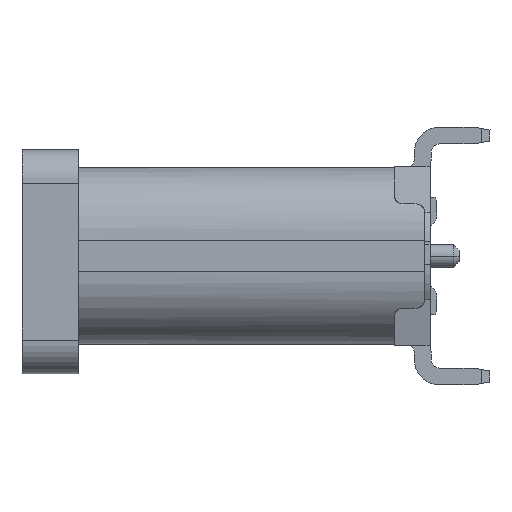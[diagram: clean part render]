
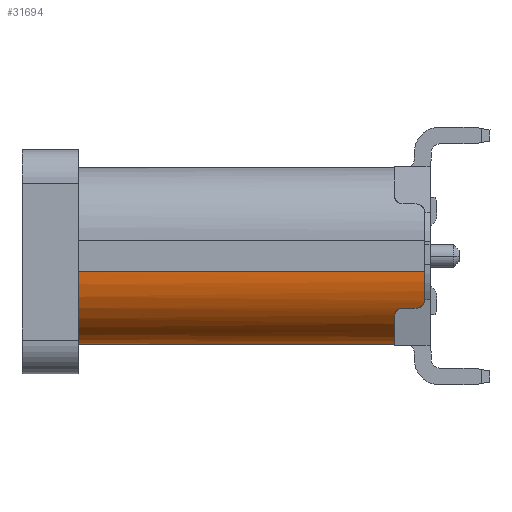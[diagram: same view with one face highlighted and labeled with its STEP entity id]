
A CAD part, left-side view. The second image highlights one B-rep face of the part: STEP entity #31694.
In plain terms, the highlighted cylindrical face has radius 1.3 mm (diameter 2.6 mm), a partial arc.
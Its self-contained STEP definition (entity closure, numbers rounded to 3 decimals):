
#431 = DIRECTION ( 'NONE',  ( 0., 1., 0. ) ) ;
#864 = CARTESIAN_POINT ( 'NONE',  ( -4.354, 0.221, -0.816 ) ) ;
#1335 = VECTOR ( 'NONE', #20201, 1000. ) ;
#1665 = CARTESIAN_POINT ( 'NONE',  ( -4.274, 0.707, -0.967 ) ) ;
#1972 = ORIENTED_EDGE ( 'NONE', *, *, #15624, .T. ) ;
#2093 = EDGE_CURVE ( 'NONE', #10939, #30671, #7098, .T. ) ;
#2146 = AXIS2_PLACEMENT_3D ( 'NONE', #26972, #11895, #21765 ) ;
#2655 = DIRECTION ( 'NONE',  ( 0., 1., 0. ) ) ;
#2820 = VECTOR ( 'NONE', #21454, 1000. ) ;
#2984 = CIRCLE ( 'NONE', #11317, 1.3 ) ;
#3066 = VERTEX_POINT ( 'NONE', #19435 ) ;
#3167 = CARTESIAN_POINT ( 'NONE',  ( -3.17, 3.075, -1.58 ) ) ;
#3628 = CARTESIAN_POINT ( 'NONE',  ( -4.363, 0.22, -0.796 ) ) ;
#3786 = CARTESIAN_POINT ( 'NONE',  ( -4.35, 0.223, -0.826 ) ) ;
#3884 = EDGE_CURVE ( 'NONE', #8967, #3066, #23928, .T. ) ;
#4106 = CARTESIAN_POINT ( 'NONE',  ( -4.259, 0.727, -0.989 ) ) ;
#4902 = CARTESIAN_POINT ( 'NONE',  ( -3.17, 0.75, -1.58 ) ) ;
#5050 = CARTESIAN_POINT ( 'NONE',  ( -4.284, 0.68, -0.95 ) ) ;
#5227 = VERTEX_POINT ( 'NONE', #16086 ) ;
#5631 = FACE_OUTER_BOUND ( 'NONE', #18930, .T. ) ;
#6054 = EDGE_CURVE ( 'NONE', #5227, #23506, #15018, .T. ) ;
#7098 = B_SPLINE_CURVE_WITH_KNOTS ( 'NONE', 3,
 ( #19850, #29780, #7549, #22453, #17423, #27340, #10790, #26032, #11445, #31077, #25870, #13376, #3786, #864, #10956, #3628 ),
 .UNSPECIFIED., .F., .F.,
 ( 4, 3, 3, 3, 3, 4 ),
 ( 0., 0., 0., 0., 0., 0. ),
 .UNSPECIFIED. ) ;
#7507 = CARTESIAN_POINT ( 'NONE',  ( -4.296, 0.6, -0.93 ) ) ;
#7549 = CARTESIAN_POINT ( 'NONE',  ( -4.297, 0.336, -0.927 ) ) ;
#7836 = ORIENTED_EDGE ( 'NONE', *, *, #8389, .T. ) ;
#8194 = LINE ( 'NONE', #27341, #21914 ) ;
#8389 = EDGE_CURVE ( 'NONE', #10176, #3066, #8194, .T. ) ;
#8402 = DIRECTION ( 'NONE',  ( 1., 0., 0. ) ) ;
#8967 = VERTEX_POINT ( 'NONE', #23804 ) ;
#9163 = DIRECTION ( 'NONE',  ( 1., 0., 0. ) ) ;
#9629 = CARTESIAN_POINT ( 'NONE',  ( -4.296, 0.611, -0.93 ) ) ;
#9847 = ORIENTED_EDGE ( 'NONE', *, *, #11062, .F. ) ;
#9973 = CIRCLE ( 'NONE', #30160, 1.3 ) ;
#10176 = VERTEX_POINT ( 'NONE', #22635 ) ;
#10195 = CARTESIAN_POINT ( 'NONE',  ( -3.17, -10.532, -0.28 ) ) ;
#10790 = CARTESIAN_POINT ( 'NONE',  ( -4.312, 0.276, -0.901 ) ) ;
#10798 = EDGE_CURVE ( 'NONE', #23506, #10939, #11584, .T. ) ;
#10939 = VERTEX_POINT ( 'NONE', #24179 ) ;
#10956 = CARTESIAN_POINT ( 'NONE',  ( -4.359, 0.22, -0.806 ) ) ;
#11062 = EDGE_CURVE ( 'NONE', #25512, #8967, #25078, .T. ) ;
#11317 = AXIS2_PLACEMENT_3D ( 'NONE', #21011, #23289, #28015 ) ;
#11434 = CARTESIAN_POINT ( 'NONE',  ( -4.213, 0.75, -1.056 ) ) ;
#11445 = CARTESIAN_POINT ( 'NONE',  ( -4.323, 0.251, -0.881 ) ) ;
#11584 = LINE ( 'NONE', #26669, #2820 ) ;
#11895 = DIRECTION ( 'NONE',  ( 0., 1., 0. ) ) ;
#12221 = CARTESIAN_POINT ( 'NONE',  ( -4.28, 0.694, -0.958 ) ) ;
#13376 = CARTESIAN_POINT ( 'NONE',  ( -4.343, 0.227, -0.841 ) ) ;
#13703 = CARTESIAN_POINT ( 'NONE',  ( -3.17, 0.22, -0.28 ) ) ;
#14023 = CARTESIAN_POINT ( 'NONE',  ( -4.266, 0.717, -0.978 ) ) ;
#14646 = CARTESIAN_POINT ( 'NONE',  ( -4.295, 0.622, -0.931 ) ) ;
#14982 = ORIENTED_EDGE ( 'NONE', *, *, #3884, .F. ) ;
#15018 = B_SPLINE_CURVE_WITH_KNOTS ( 'NONE', 3,
 ( #11434, #31223, #21296, #18860, #26352, #4106, #14023, #1665, #12221, #5050, #31863, #22408, #29582, #14646, #9629, #7507 ),
 .UNSPECIFIED., .F., .F.,
 ( 4, 3, 3, 3, 3, 4 ),
 ( 0., 0., 0., 0., 0., 0. ),
 .UNSPECIFIED. ) ;
#15624 = EDGE_CURVE ( 'NONE', #25512, #5227, #2984, .T. ) ;
#16086 = CARTESIAN_POINT ( 'NONE',  ( -4.213, 0.75, -1.056 ) ) ;
#17423 = CARTESIAN_POINT ( 'NONE',  ( -4.303, 0.304, -0.918 ) ) ;
#18399 = ORIENTED_EDGE ( 'NONE', *, *, #6054, .T. ) ;
#18860 = CARTESIAN_POINT ( 'NONE',  ( -4.242, 0.741, -1.015 ) ) ;
#18930 = EDGE_LOOP ( 'NONE', ( #9847, #1972, #18399, #30212, #24240, #20110, #7836, #14982 ) ) ;
#19194 = DIRECTION ( 'NONE',  ( 0., 1., 0. ) ) ;
#19425 = AXIS2_PLACEMENT_3D ( 'NONE', #10195, #431, #8402 ) ;
#19435 = CARTESIAN_POINT ( 'NONE',  ( -4.47, 6.4, -0.28 ) ) ;
#19850 = CARTESIAN_POINT ( 'NONE',  ( -4.296, 0.37, -0.93 ) ) ;
#20110 = ORIENTED_EDGE ( 'NONE', *, *, #25468, .T. ) ;
#20201 = DIRECTION ( 'NONE',  ( 0., 1., 0. ) ) ;
#21011 = CARTESIAN_POINT ( 'NONE',  ( -3.17, 0.75, -0.28 ) ) ;
#21296 = CARTESIAN_POINT ( 'NONE',  ( -4.233, 0.747, -1.028 ) ) ;
#21454 = DIRECTION ( 'NONE',  ( 0., -1., 0. ) ) ;
#21765 = DIRECTION ( 'NONE',  ( 1., 0., 0. ) ) ;
#21914 = VECTOR ( 'NONE', #2655, 1000. ) ;
#22408 = CARTESIAN_POINT ( 'NONE',  ( -4.292, 0.65, -0.937 ) ) ;
#22453 = CARTESIAN_POINT ( 'NONE',  ( -4.3, 0.32, -0.923 ) ) ;
#22635 = CARTESIAN_POINT ( 'NONE',  ( -4.47, 0.22, -0.28 ) ) ;
#23289 = DIRECTION ( 'NONE',  ( 0., 1., 0. ) ) ;
#23506 = VERTEX_POINT ( 'NONE', #30493 ) ;
#23804 = CARTESIAN_POINT ( 'NONE',  ( -3.17, 6.4, -1.58 ) ) ;
#23928 = CIRCLE ( 'NONE', #2146, 1.3 ) ;
#24179 = CARTESIAN_POINT ( 'NONE',  ( -4.296, 0.37, -0.93 ) ) ;
#24240 = ORIENTED_EDGE ( 'NONE', *, *, #2093, .T. ) ;
#25078 = LINE ( 'NONE', #3167, #1335 ) ;
#25468 = EDGE_CURVE ( 'NONE', #30671, #10176, #9973, .T. ) ;
#25512 = VERTEX_POINT ( 'NONE', #4902 ) ;
#25870 = CARTESIAN_POINT ( 'NONE',  ( -4.336, 0.234, -0.855 ) ) ;
#25907 = CARTESIAN_POINT ( 'NONE',  ( -4.363, 0.22, -0.796 ) ) ;
#26032 = CARTESIAN_POINT ( 'NONE',  ( -4.317, 0.263, -0.892 ) ) ;
#26352 = CARTESIAN_POINT ( 'NONE',  ( -4.251, 0.736, -1.002 ) ) ;
#26669 = CARTESIAN_POINT ( 'NONE',  ( -4.296, -10.532, -0.93 ) ) ;
#26972 = CARTESIAN_POINT ( 'NONE',  ( -3.17, 6.4, -0.28 ) ) ;
#27340 = CARTESIAN_POINT ( 'NONE',  ( -4.307, 0.289, -0.911 ) ) ;
#27341 = CARTESIAN_POINT ( 'NONE',  ( -4.47, -10.532, -0.28 ) ) ;
#28015 = DIRECTION ( 'NONE',  ( 1., 0., 0. ) ) ;
#29582 = CARTESIAN_POINT ( 'NONE',  ( -4.294, 0.633, -0.933 ) ) ;
#29780 = CARTESIAN_POINT ( 'NONE',  ( -4.296, 0.353, -0.93 ) ) ;
#30160 = AXIS2_PLACEMENT_3D ( 'NONE', #13703, #19194, #9163 ) ;
#30212 = ORIENTED_EDGE ( 'NONE', *, *, #10798, .T. ) ;
#30462 = CYLINDRICAL_SURFACE ( 'NONE', #19425, 1.3 ) ;
#30493 = CARTESIAN_POINT ( 'NONE',  ( -4.296, 0.6, -0.93 ) ) ;
#30671 = VERTEX_POINT ( 'NONE', #25907 ) ;
#31077 = CARTESIAN_POINT ( 'NONE',  ( -4.329, 0.243, -0.868 ) ) ;
#31223 = CARTESIAN_POINT ( 'NONE',  ( -4.223, 0.75, -1.042 ) ) ;
#31694 = ADVANCED_FACE ( 'NONE', ( #5631 ), #30462, .T. ) ;
#31863 = CARTESIAN_POINT ( 'NONE',  ( -4.289, 0.665, -0.942 ) ) ;
